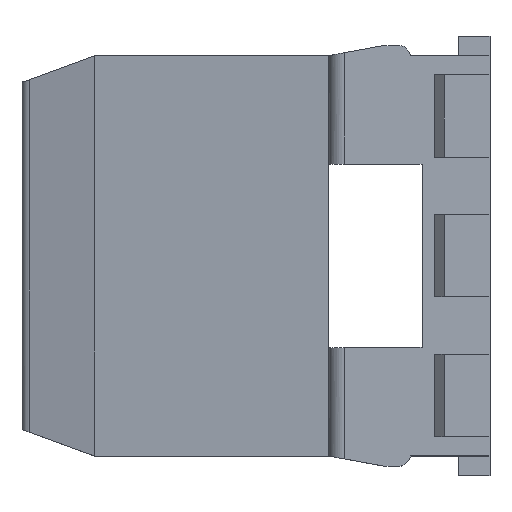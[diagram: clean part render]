
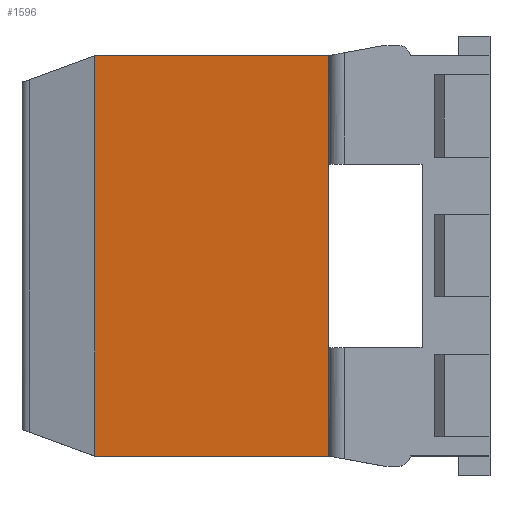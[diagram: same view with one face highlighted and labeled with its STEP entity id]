
A CAD part, top view. The second image highlights one B-rep face of the part: STEP entity #1596.
In plain terms, the highlighted planar face has unit normal (-0.117, 0, 0.993).
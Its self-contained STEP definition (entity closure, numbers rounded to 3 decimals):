
#35=DIRECTION('',(0.993,0.,0.117));
#36=VECTOR('',#35,7.452);
#37=CARTESIAN_POINT('',(-12.5,-6.33,0.85));
#38=LINE('',#37,#36);
#431=DIRECTION('',(0.,-1.,0.));
#432=VECTOR('',#431,5.8);
#433=CARTESIAN_POINT('',(-5.1,2.9,1.725));
#434=LINE('',#433,#432);
#435=DIRECTION('',(0.,1.,0.));
#436=VECTOR('',#435,12.66);
#437=CARTESIAN_POINT('',(-12.5,-6.33,0.85));
#438=LINE('',#437,#436);
#451=DIRECTION('',(0.,1.,0.));
#452=VECTOR('',#451,3.43);
#453=CARTESIAN_POINT('',(-5.1,-6.33,1.725));
#454=LINE('',#453,#452);
#459=DIRECTION('',(0.,1.,0.));
#460=VECTOR('',#459,3.43);
#461=CARTESIAN_POINT('',(-5.1,2.9,1.725));
#462=LINE('',#461,#460);
#555=DIRECTION('',(0.993,0.,0.117));
#556=VECTOR('',#555,7.452);
#557=CARTESIAN_POINT('',(-12.5,6.33,0.85));
#558=LINE('',#557,#556);
#897=CARTESIAN_POINT('',(-12.5,-6.33,0.85));
#899=VERTEX_POINT('',#897);
#901=CARTESIAN_POINT('',(-12.5,6.33,0.85));
#903=VERTEX_POINT('',#901);
#912=CARTESIAN_POINT('',(-5.1,-6.33,1.725));
#913=VERTEX_POINT('',#912);
#916=CARTESIAN_POINT('',(-5.1,6.33,1.725));
#917=VERTEX_POINT('',#916);
#1066=CARTESIAN_POINT('',(-5.1,2.9,1.725));
#1067=CARTESIAN_POINT('',(-5.1,-2.9,1.725));
#1068=VERTEX_POINT('',#1066);
#1069=VERTEX_POINT('',#1067);
#1579=CARTESIAN_POINT('',(-12.5,-6.33,0.85));
#1580=DIRECTION('',(-0.117,0.,0.993));
#1581=DIRECTION('',(0.993,0.,0.117));
#1582=AXIS2_PLACEMENT_3D('',#1579,#1580,#1581);
#1583=PLANE('',#1582);
#1584=ORIENTED_EDGE('',*,*,#1572,.T.);
#1586=ORIENTED_EDGE('',*,*,#1585,.F.);
#1587=ORIENTED_EDGE('',*,*,#1193,.F.);
#1589=ORIENTED_EDGE('',*,*,#1588,.T.);
#1591=ORIENTED_EDGE('',*,*,#1590,.T.);
#1593=ORIENTED_EDGE('',*,*,#1592,.F.);
#1594=EDGE_LOOP('',(#1584,#1586,#1587,#1589,#1591,#1593));
#1595=FACE_OUTER_BOUND('',#1594,.F.);
#1596=ADVANCED_FACE('',(#1595),#1583,.T.);
#1193=EDGE_CURVE('',#899,#913,#38,.T.);
#1572=EDGE_CURVE('',#1068,#1069,#434,.T.);
#1585=EDGE_CURVE('',#913,#1069,#454,.T.);
#1588=EDGE_CURVE('',#899,#903,#438,.T.);
#1590=EDGE_CURVE('',#903,#917,#558,.T.);
#1592=EDGE_CURVE('',#1068,#917,#462,.T.);
